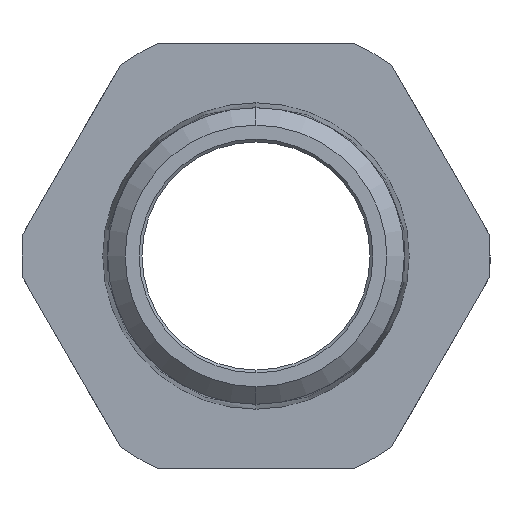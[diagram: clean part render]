
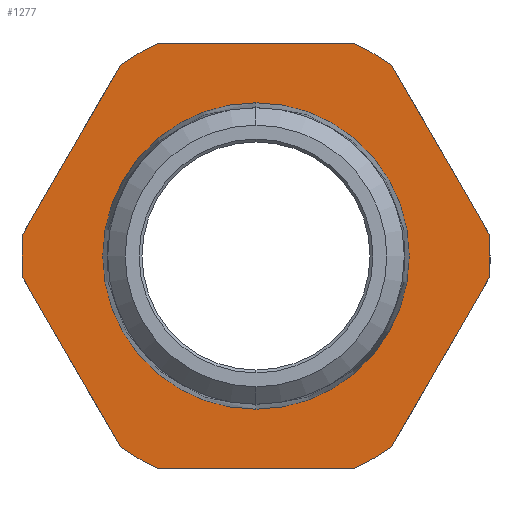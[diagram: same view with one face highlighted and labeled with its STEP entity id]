
A CAD part, left-side view. The second image highlights one B-rep face of the part: STEP entity #1277.
In plain terms, the highlighted planar face has unit normal (-1, 0, 0).
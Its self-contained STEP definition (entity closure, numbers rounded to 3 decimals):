
#29 = AXIS2_PLACEMENT_3D ( 'NONE', #384, #1621, #1122 ) ;
#30 = CARTESIAN_POINT ( 'NONE',  ( 20.5, 8.592, 18.75 ) ) ;
#44 = CARTESIAN_POINT ( 'NONE',  ( 20.5, 11.942, -16.816 ) ) ;
#109 = VERTEX_POINT ( 'NONE', #3111 ) ;
#146 = VERTEX_POINT ( 'NONE', #2163 ) ;
#179 = ORIENTED_EDGE ( 'NONE', *, *, #2336, .F. ) ;
#188 = PLANE ( 'NONE',  #1752 ) ;
#254 = CARTESIAN_POINT ( 'NONE',  ( 20.5, -8.592, 18.75 ) ) ;
#270 = DIRECTION ( 'NONE',  ( 0., 0., 1. ) ) ;
#281 = AXIS2_PLACEMENT_3D ( 'NONE', #2425, #2652, #1191 ) ;
#299 = EDGE_CURVE ( 'NONE', #308, #1643, #2040, .T. ) ;
#308 = VERTEX_POINT ( 'NONE', #1560 ) ;
#355 = ORIENTED_EDGE ( 'NONE', *, *, #2120, .T. ) ;
#383 = VERTEX_POINT ( 'NONE', #824 ) ;
#384 = CARTESIAN_POINT ( 'NONE',  ( 20.5, 0., 0. ) ) ;
#390 = ORIENTED_EDGE ( 'NONE', *, *, #1189, .T. ) ;
#397 = CARTESIAN_POINT ( 'NONE',  ( 20.5, 0., 0. ) ) ;
#437 = DIRECTION ( 'NONE',  ( -1., 0., 0. ) ) ;
#439 = AXIS2_PLACEMENT_3D ( 'NONE', #1362, #3073, #2111 ) ;
#466 = ORIENTED_EDGE ( 'NONE', *, *, #2224, .T. ) ;
#488 = LINE ( 'NONE', #1491, #2215 ) ;
#510 = VERTEX_POINT ( 'NONE', #1231 ) ;
#612 = EDGE_LOOP ( 'NONE', ( #179, #3018 ) ) ;
#646 = DIRECTION ( 'NONE',  ( 0., 0., 1. ) ) ;
#686 = AXIS2_PLACEMENT_3D ( 'NONE', #1089, #2740, #270 ) ;
#728 = CARTESIAN_POINT ( 'NONE',  ( 20.5, 11.942, 16.816 ) ) ;
#745 = CARTESIAN_POINT ( 'NONE',  ( 20.5, 0., 0. ) ) ;
#769 = VERTEX_POINT ( 'NONE', #859 ) ;
#820 = DIRECTION ( 'NONE',  ( -1., 0., 0. ) ) ;
#824 = CARTESIAN_POINT ( 'NONE',  ( 20.5, 0., 13.5 ) ) ;
#859 = CARTESIAN_POINT ( 'NONE',  ( 20.5, 0., -13.5 ) ) ;
#905 = FACE_OUTER_BOUND ( 'NONE', #2147, .T. ) ;
#989 = ORIENTED_EDGE ( 'NONE', *, *, #299, .T. ) ;
#1040 = CARTESIAN_POINT ( 'NONE',  ( 20.5, -11.942, 16.816 ) ) ;
#1046 = VERTEX_POINT ( 'NONE', #2819 ) ;
#1063 = LINE ( 'NONE', #1040, #1803 ) ;
#1089 = CARTESIAN_POINT ( 'NONE',  ( 20.5, 0., 0. ) ) ;
#1099 = CIRCLE ( 'NONE', #281, 20.625 ) ;
#1122 = DIRECTION ( 'NONE',  ( 0., 0., 1. ) ) ;
#1127 = EDGE_CURVE ( 'NONE', #2542, #109, #2837, .T. ) ;
#1179 = CIRCLE ( 'NONE', #1746, 20.625 ) ;
#1186 = ORIENTED_EDGE ( 'NONE', *, *, #2514, .T. ) ;
#1189 = EDGE_CURVE ( 'NONE', #1381, #308, #2112, .T. ) ;
#1191 = DIRECTION ( 'NONE',  ( 0., 0., 1. ) ) ;
#1193 = VERTEX_POINT ( 'NONE', #728 ) ;
#1210 = VECTOR ( 'NONE', #1784, 1000. ) ;
#1231 = CARTESIAN_POINT ( 'NONE',  ( 20.5, -8.592, -18.75 ) ) ;
#1277 = ADVANCED_FACE ( 'NONE', ( #1723, #905 ), #188, .T. ) ;
#1301 = CARTESIAN_POINT ( 'NONE',  ( 20.5, -11.942, 16.816 ) ) ;
#1362 = CARTESIAN_POINT ( 'NONE',  ( 20.5, 0., 0. ) ) ;
#1381 = VERTEX_POINT ( 'NONE', #2609 ) ;
#1398 = CARTESIAN_POINT ( 'NONE',  ( 20.5, -8.592, -18.75 ) ) ;
#1475 = EDGE_CURVE ( 'NONE', #2387, #1193, #2668, .T. ) ;
#1491 = CARTESIAN_POINT ( 'NONE',  ( 20.5, 20.534, 1.934 ) ) ;
#1500 = DIRECTION ( 'NONE',  ( -1., 0., 0. ) ) ;
#1507 = EDGE_CURVE ( 'NONE', #1046, #2542, #3134, .T. ) ;
#1547 = DIRECTION ( 'NONE',  ( 0., 0., 1. ) ) ;
#1560 = CARTESIAN_POINT ( 'NONE',  ( 20.5, -20.534, -1.934 ) ) ;
#1575 = AXIS2_PLACEMENT_3D ( 'NONE', #3050, #1842, #1547 ) ;
#1582 = DIRECTION ( 'NONE',  ( 0., -0.5, 0.866 ) ) ;
#1621 = DIRECTION ( 'NONE',  ( -1., 0., 0. ) ) ;
#1629 = ORIENTED_EDGE ( 'NONE', *, *, #2175, .T. ) ;
#1633 = DIRECTION ( 'NONE',  ( 0., 0., 1. ) ) ;
#1643 = VERTEX_POINT ( 'NONE', #2561 ) ;
#1697 = CARTESIAN_POINT ( 'NONE',  ( 20.5, -20.534, -1.934 ) ) ;
#1700 = DIRECTION ( 'NONE',  ( 0., 0., 1. ) ) ;
#1723 = FACE_BOUND ( 'NONE', #612, .T. ) ;
#1746 = AXIS2_PLACEMENT_3D ( 'NONE', #397, #2119, #646 ) ;
#1752 = AXIS2_PLACEMENT_3D ( 'NONE', #3124, #437, #1633 ) ;
#1784 = DIRECTION ( 'NONE',  ( 0., 1., 0. ) ) ;
#1803 = VECTOR ( 'NONE', #2241, 1000. ) ;
#1842 = DIRECTION ( 'NONE',  ( -1., 0., 0. ) ) ;
#1845 = VECTOR ( 'NONE', #2807, 1000. ) ;
#1875 = LINE ( 'NONE', #30, #1210 ) ;
#1889 = ORIENTED_EDGE ( 'NONE', *, *, #1475, .T. ) ;
#2008 = ORIENTED_EDGE ( 'NONE', *, *, #2411, .T. ) ;
#2040 = CIRCLE ( 'NONE', #2868, 20.625 ) ;
#2050 = CARTESIAN_POINT ( 'NONE',  ( 20.5, 0., 0. ) ) ;
#2072 = CIRCLE ( 'NONE', #1575, 13.5 ) ;
#2076 = AXIS2_PLACEMENT_3D ( 'NONE', #745, #1500, #1700 ) ;
#2105 = ORIENTED_EDGE ( 'NONE', *, *, #1127, .T. ) ;
#2111 = DIRECTION ( 'NONE',  ( 0., 0., 1. ) ) ;
#2112 = LINE ( 'NONE', #1697, #2225 ) ;
#2119 = DIRECTION ( 'NONE',  ( -1., 0., 0. ) ) ;
#2120 = EDGE_CURVE ( 'NONE', #510, #1381, #1099, .T. ) ;
#2147 = EDGE_LOOP ( 'NONE', ( #2277, #2614, #2105, #1186, #355, #390, #989, #1629, #2008, #466, #1889, #2605 ) ) ;
#2163 = CARTESIAN_POINT ( 'NONE',  ( 20.5, 20.534, 1.934 ) ) ;
#2168 = CIRCLE ( 'NONE', #29, 20.625 ) ;
#2170 = DIRECTION ( 'NONE',  ( 0., -1., 0. ) ) ;
#2175 = EDGE_CURVE ( 'NONE', #1643, #2319, #1063, .T. ) ;
#2215 = VECTOR ( 'NONE', #2973, 1000. ) ;
#2224 = EDGE_CURVE ( 'NONE', #2607, #2387, #1875, .T. ) ;
#2225 = VECTOR ( 'NONE', #1582, 1000. ) ;
#2241 = DIRECTION ( 'NONE',  ( 0., 0.5, 0.866 ) ) ;
#2268 = EDGE_CURVE ( 'NONE', #1193, #146, #488, .T. ) ;
#2277 = ORIENTED_EDGE ( 'NONE', *, *, #2382, .T. ) ;
#2319 = VERTEX_POINT ( 'NONE', #1301 ) ;
#2336 = EDGE_CURVE ( 'NONE', #383, #769, #2072, .T. ) ;
#2382 = EDGE_CURVE ( 'NONE', #146, #1046, #2168, .T. ) ;
#2387 = VERTEX_POINT ( 'NONE', #2831 ) ;
#2411 = EDGE_CURVE ( 'NONE', #2319, #2607, #1179, .T. ) ;
#2425 = CARTESIAN_POINT ( 'NONE',  ( 20.5, 0., 0. ) ) ;
#2514 = EDGE_CURVE ( 'NONE', #109, #510, #3126, .T. ) ;
#2537 = DIRECTION ( 'NONE',  ( 0., 0., 1. ) ) ;
#2542 = VERTEX_POINT ( 'NONE', #3145 ) ;
#2561 = CARTESIAN_POINT ( 'NONE',  ( 20.5, -20.534, 1.934 ) ) ;
#2605 = ORIENTED_EDGE ( 'NONE', *, *, #2268, .T. ) ;
#2607 = VERTEX_POINT ( 'NONE', #254 ) ;
#2609 = CARTESIAN_POINT ( 'NONE',  ( 20.5, -11.942, -16.816 ) ) ;
#2614 = ORIENTED_EDGE ( 'NONE', *, *, #1507, .T. ) ;
#2652 = DIRECTION ( 'NONE',  ( -1., 0., 0. ) ) ;
#2655 = EDGE_CURVE ( 'NONE', #769, #383, #2745, .T. ) ;
#2668 = CIRCLE ( 'NONE', #686, 20.625 ) ;
#2740 = DIRECTION ( 'NONE',  ( -1., 0., 0. ) ) ;
#2745 = CIRCLE ( 'NONE', #2076, 13.5 ) ;
#2807 = DIRECTION ( 'NONE',  ( 0., -0.5, -0.866 ) ) ;
#2819 = CARTESIAN_POINT ( 'NONE',  ( 20.5, 20.534, -1.934 ) ) ;
#2831 = CARTESIAN_POINT ( 'NONE',  ( 20.5, 8.592, 18.75 ) ) ;
#2837 = CIRCLE ( 'NONE', #439, 20.625 ) ;
#2868 = AXIS2_PLACEMENT_3D ( 'NONE', #2050, #820, #2537 ) ;
#2973 = DIRECTION ( 'NONE',  ( 0., 0.5, -0.866 ) ) ;
#3018 = ORIENTED_EDGE ( 'NONE', *, *, #2655, .F. ) ;
#3050 = CARTESIAN_POINT ( 'NONE',  ( 20.5, 0., 0. ) ) ;
#3073 = DIRECTION ( 'NONE',  ( -1., 0., 0. ) ) ;
#3111 = CARTESIAN_POINT ( 'NONE',  ( 20.5, 8.592, -18.75 ) ) ;
#3124 = CARTESIAN_POINT ( 'NONE',  ( 20.5, 13.5, 0. ) ) ;
#3126 = LINE ( 'NONE', #1398, #3169 ) ;
#3134 = LINE ( 'NONE', #44, #1845 ) ;
#3145 = CARTESIAN_POINT ( 'NONE',  ( 20.5, 11.942, -16.816 ) ) ;
#3169 = VECTOR ( 'NONE', #2170, 1000. ) ;
